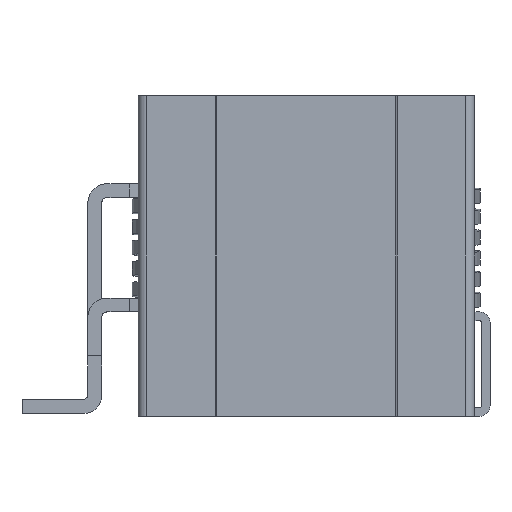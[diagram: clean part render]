
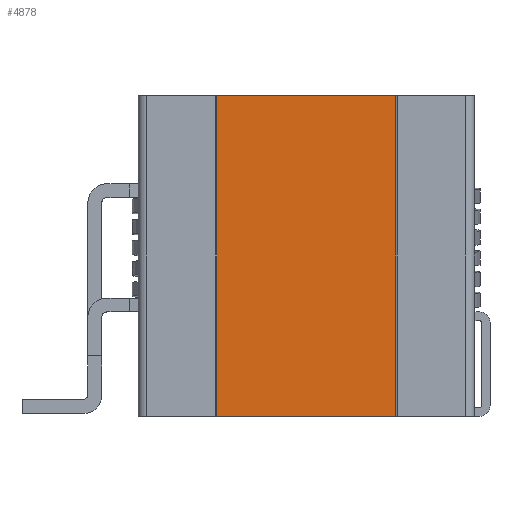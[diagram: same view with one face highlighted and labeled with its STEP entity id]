
A CAD part, front view. The second image highlights one B-rep face of the part: STEP entity #4878.
In plain terms, the highlighted face is planar.
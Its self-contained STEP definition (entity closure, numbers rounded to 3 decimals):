
#251=LINE('',#6454,#636);
#252=LINE('',#6456,#637);
#253=LINE('',#6458,#638);
#254=LINE('',#6460,#639);
#636=VECTOR('',#5480,1000.);
#637=VECTOR('',#5483,1000.);
#638=VECTOR('',#5484,1000.);
#639=VECTOR('',#5485,1000.);
#1061=ORIENTED_EDGE('',*,*,#2107,.F.);
#1062=ORIENTED_EDGE('',*,*,#2106,.F.);
#1063=ORIENTED_EDGE('',*,*,#2108,.T.);
#1064=ORIENTED_EDGE('',*,*,#2109,.T.);
#2106=EDGE_CURVE('',#2622,#2621,#251,.T.);
#2107=EDGE_CURVE('',#2621,#2623,#252,.T.);
#2108=EDGE_CURVE('',#2622,#2624,#253,.T.);
#2109=EDGE_CURVE('',#2624,#2623,#254,.T.);
#2621=VERTEX_POINT('',#6451);
#2622=VERTEX_POINT('',#6453);
#2623=VERTEX_POINT('',#6457);
#2624=VERTEX_POINT('',#6459);
#2953=EDGE_LOOP('',(#1061,#1062,#1063,#1064));
#3162=FACE_BOUND('',#2953,.T.);
#3365=PLANE('',#5107);
#4878=ADVANCED_FACE('',(#3162),#3365,.T.);
#5107=AXIS2_PLACEMENT_3D('',#6455,#5481,#5482);
#5480=DIRECTION('',(0.,0.,-1.));
#5481=DIRECTION('',(1.,0.,0.));
#5482=DIRECTION('',(0.,1.,0.));
#5483=DIRECTION('',(0.,-1.,0.));
#5484=DIRECTION('',(0.,-1.,0.));
#5485=DIRECTION('',(0.,0.,-1.));
#6451=CARTESIAN_POINT('',(13.2,2.873,13.851));
#6453=CARTESIAN_POINT('',(13.2,2.873,32.351));
#6454=CARTESIAN_POINT('',(13.2,2.873,23.101));
#6455=CARTESIAN_POINT('',(13.2,2.873,23.101));
#6456=CARTESIAN_POINT('',(13.2,2.873,13.851));
#6457=CARTESIAN_POINT('',(13.2,-7.427,13.851));
#6458=CARTESIAN_POINT('',(13.2,2.873,32.351));
#6459=CARTESIAN_POINT('',(13.2,-7.427,32.351));
#6460=CARTESIAN_POINT('',(13.2,-7.427,23.101));
